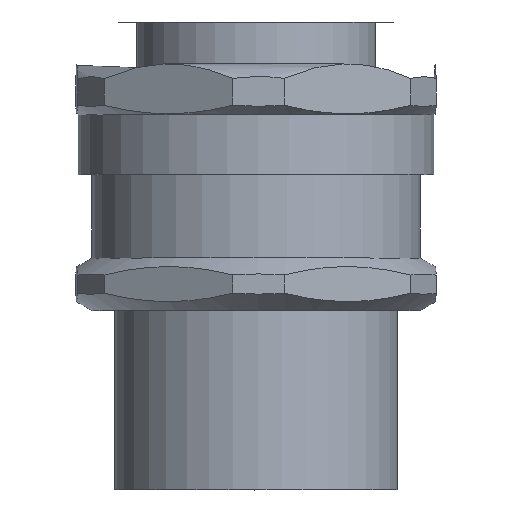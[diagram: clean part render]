
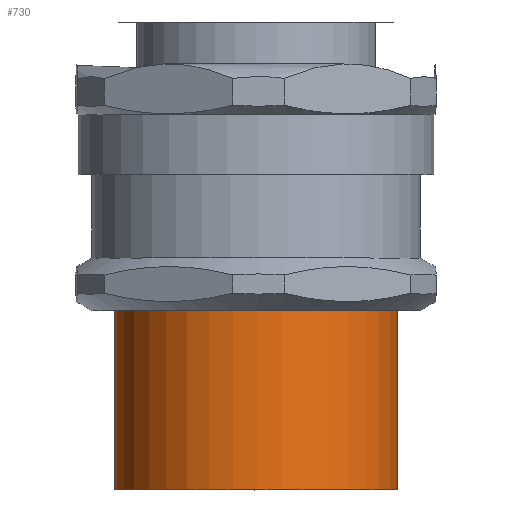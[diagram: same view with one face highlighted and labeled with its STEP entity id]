
A CAD part, top view. The second image highlights one B-rep face of the part: STEP entity #730.
In plain terms, the highlighted cylindrical face has radius 9.475 mm (diameter 18.95 mm), a full revolution.
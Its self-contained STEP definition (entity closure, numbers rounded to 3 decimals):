
#169=FACE_OUTER_BOUND('',#216,.T.);
#216=EDGE_LOOP('',(#572,#573,#574,#575));
#255=LINE('',#1154,#290);
#290=VECTOR('',#920,9.475);
#317=CIRCLE('',#788,9.475);
#320=CIRCLE('',#793,9.475);
#333=VERTEX_POINT('',#1011);
#336=VERTEX_POINT('',#1020);
#404=EDGE_CURVE('',#333,#333,#317,.T.);
#408=EDGE_CURVE('',#336,#336,#320,.T.);
#448=EDGE_CURVE('',#333,#336,#255,.T.);
#572=ORIENTED_EDGE('',*,*,#404,.T.);
#573=ORIENTED_EDGE('',*,*,#448,.T.);
#574=ORIENTED_EDGE('',*,*,#408,.T.);
#575=ORIENTED_EDGE('',*,*,#448,.F.);
#706=CYLINDRICAL_SURFACE('',#808,9.475);
#730=ADVANCED_FACE('',(#169),#706,.T.);
#788=AXIS2_PLACEMENT_3D('',#1012,#865,#866);
#793=AXIS2_PLACEMENT_3D('',#1021,#876,#877);
#808=AXIS2_PLACEMENT_3D('',#1153,#918,#919);
#865=DIRECTION('center_axis',(0.,-1.,0.));
#866=DIRECTION('ref_axis',(-0.872,0.,-0.489));
#876=DIRECTION('center_axis',(0.,1.,0.));
#877=DIRECTION('ref_axis',(-0.872,0.,-0.489));
#918=DIRECTION('center_axis',(0.,1.,0.));
#919=DIRECTION('ref_axis',(-0.872,0.,-0.489));
#920=DIRECTION('',(0.,-1.,0.));
#1011=CARTESIAN_POINT('',(94.234,-14.677,88.404));
#1012=CARTESIAN_POINT('Origin',(85.969,-14.677,83.772));
#1020=CARTESIAN_POINT('',(94.234,-26.677,88.404));
#1021=CARTESIAN_POINT('Origin',(85.969,-26.677,83.772));
#1153=CARTESIAN_POINT('Origin',(85.969,-20.677,83.772));
#1154=CARTESIAN_POINT('',(94.234,-20.677,88.404));
